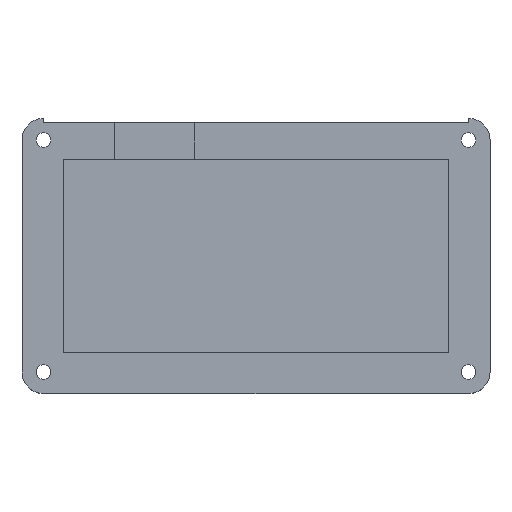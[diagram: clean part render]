
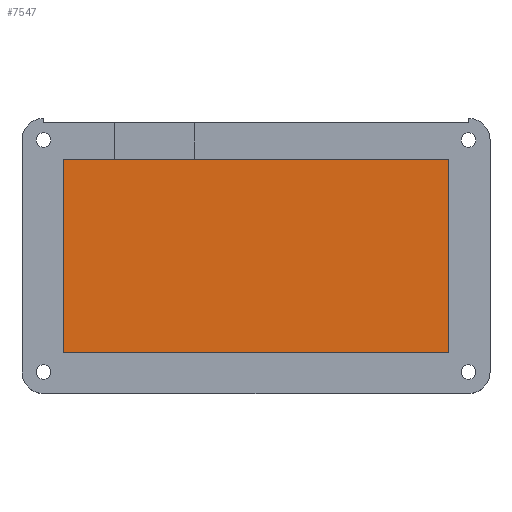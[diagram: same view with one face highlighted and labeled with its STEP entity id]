
A CAD part, top view. The second image highlights one B-rep face of the part: STEP entity #7547.
In plain terms, the highlighted planar face has unit normal (0, 0, 1).
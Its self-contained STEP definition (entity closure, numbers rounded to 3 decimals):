
#214=PLANE('',#7726);
#612=FACE_OUTER_BOUND('',#1050,.T.);
#1050=EDGE_LOOP('',(#6837,#6838,#6839,#6840));
#1647=LINE('',#16363,#2237);
#1649=LINE('',#16368,#2239);
#1650=LINE('',#16369,#2240);
#1651=LINE('',#16370,#2241);
#2237=VECTOR('',#8623,10.);
#2239=VECTOR('',#8627,10.);
#2240=VECTOR('',#8628,10.);
#2241=VECTOR('',#8629,10.);
#3506=VERTEX_POINT('',#16360);
#3507=VERTEX_POINT('',#16362);
#3508=VERTEX_POINT('',#16366);
#3509=VERTEX_POINT('',#16367);
#4623=EDGE_CURVE('',#3506,#3507,#1647,.T.);
#4625=EDGE_CURVE('',#3508,#3509,#1649,.T.);
#4626=EDGE_CURVE('',#3507,#3508,#1650,.T.);
#4627=EDGE_CURVE('',#3509,#3506,#1651,.T.);
#6837=ORIENTED_EDGE('',*,*,#4625,.F.);
#6838=ORIENTED_EDGE('',*,*,#4626,.F.);
#6839=ORIENTED_EDGE('',*,*,#4623,.F.);
#6840=ORIENTED_EDGE('',*,*,#4627,.F.);
#7547=ADVANCED_FACE('',(#612),#214,.T.);
#7726=AXIS2_PLACEMENT_3D('',#16365,#8625,#8626);
#8623=DIRECTION('',(1.,0.,0.));
#8625=DIRECTION('center_axis',(0.,0.,1.));
#8626=DIRECTION('ref_axis',(1.,0.,0.));
#8627=DIRECTION('',(-1.,0.,0.));
#8628=DIRECTION('',(0.,-1.,0.));
#8629=DIRECTION('',(0.,1.,0.));
#16360=CARTESIAN_POINT('',(57.827,66.569,18.));
#16362=CARTESIAN_POINT('',(147.064,66.569,18.));
#16363=CARTESIAN_POINT('',(80.136,66.569,18.));
#16365=CARTESIAN_POINT('Origin',(102.445,44.234,18.));
#16366=CARTESIAN_POINT('',(147.064,21.899,18.));
#16367=CARTESIAN_POINT('',(57.827,21.899,18.));
#16368=CARTESIAN_POINT('',(124.755,21.899,18.));
#16369=CARTESIAN_POINT('',(147.064,55.402,18.));
#16370=CARTESIAN_POINT('',(57.827,33.067,18.));
